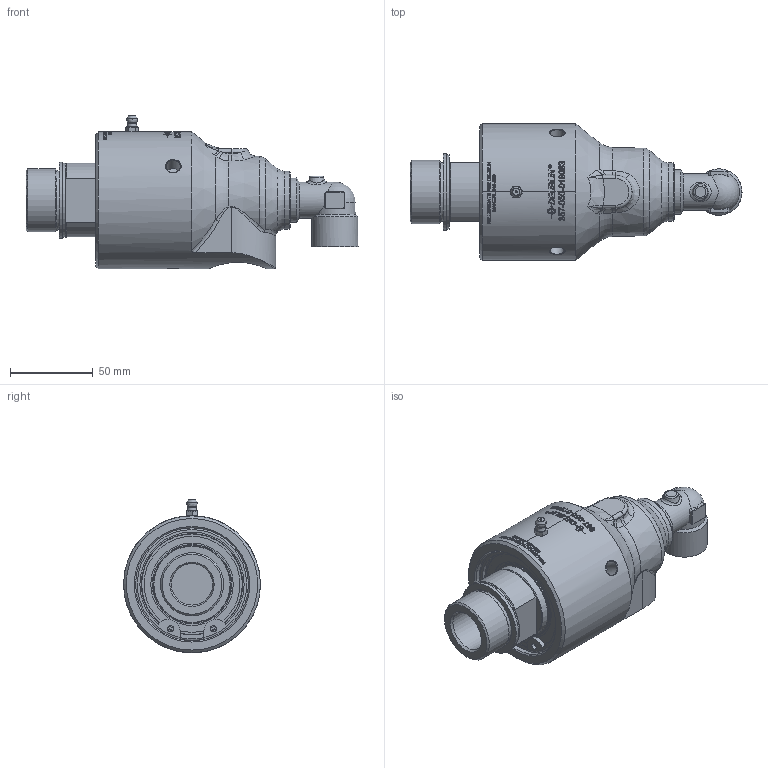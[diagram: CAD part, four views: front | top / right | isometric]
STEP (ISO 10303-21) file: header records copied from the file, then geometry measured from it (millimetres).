
FILE_DESCRIPTION(/* description */ (''),/* implementation_level */ '2;1');
FILE_NAME(/* name */ '357-050-019083-IC.stp',/* time_stamp */ '2022-02-11T10:48:48+01:00',/* author */ ('mskipas'),/* organization */ (''),/* preprocessor_version */ 'ST-DEVELOPER v18.1',/* originating_system */ 'Autodesk Inventor 2022',/* authorisation */ '');
FILE_SCHEMA (('AUTOMOTIVE_DESIGN { 1 0 10303 214 3 1 1 }'));
Products named in the file (1): 357-050-019083-IC
Bounding box: 200.31 x 82.6 x 92.59 mm (x, y, z)
Volume: 509432.2 mm3; surface area: 64948.1 mm2
Topology: 1 solids, 6 shells, 1086 faces, 2851 edges, 1869 vertices
Faces by surface type: bspline 493, plane 363, cylinder 163, cone 37, torus 25, sphere 5
Full cylindrical faces by diameter (mm): 3 x1, 3.12 x2, 3.2 x1, 3.72 x2, 8.6 x3, 17.475 x1, 22 x1, 25 x1, 28 x1, 34.9 x1, 38 x1, 38.1 x1, 39.4 x1, 40 x1, 44.65 x2, 46 x1, 47.764 x1, 49.775 x1, 57.913 x1, 59.225 x1, 60.725 x1, 61.1 x1, 68 x1, 68.1 x2, 73.8 x1
Entity records: 45355 total; most frequent: CARTESIAN_POINT 21220, ORIENTED_EDGE 5678, DIRECTION 3568, EDGE_CURVE 2839, VERTEX_POINT 1869, AXIS2_PLACEMENT_3D 1216, EDGE_LOOP 1198, LINE 1136
